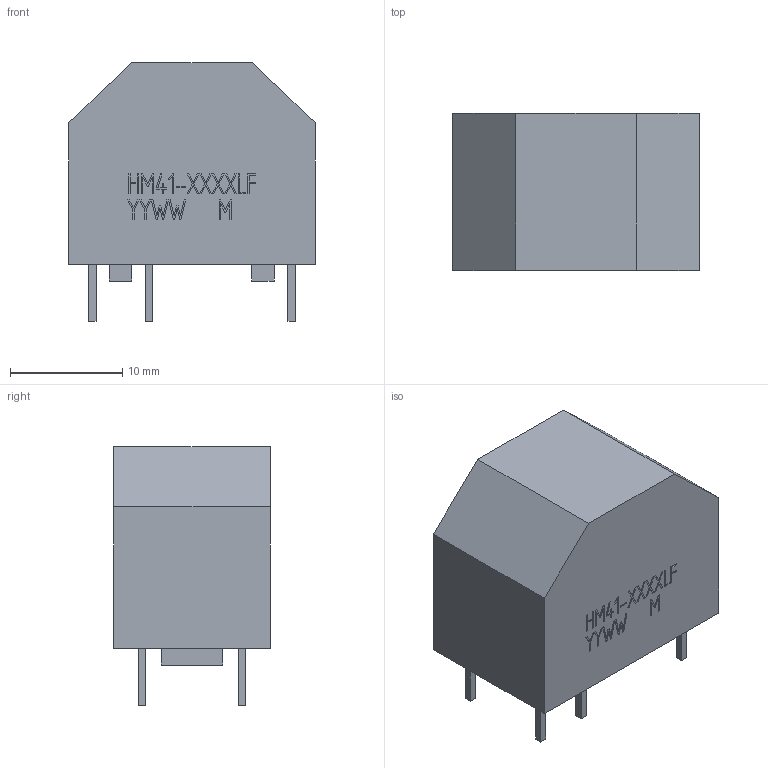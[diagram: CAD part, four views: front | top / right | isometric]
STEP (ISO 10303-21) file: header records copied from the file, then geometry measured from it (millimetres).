
FILE_DESCRIPTION(/* description */ ('Unknown'),/* implementation_level */ '2;1');
FILE_NAME(/* name */ 'HM41',/* time_stamp */ '2021-11-25T11:32:27+08:00',/* author */ ('Unknown'),/* organization */ ('Unknown'),/* preprocessor_version */ 'ST-DEVELOPER v16.7',/* originating_system */ 'Solid Edge',/* authorisation */ 'Unknown');
FILE_SCHEMA (('AUTOMOTIVE_DESIGN {1 0 10303 214 3 1 1}'));
Length unit declared in the file: millimetre
Products named in the file (1): HM41
Bounding box: 22 x 14 x 23.1 mm (x, y, z)
Volume: 5113.9 mm3; surface area: 2020.9 mm2
Topology: 1 solids, 1 shells, 254 faces, 678 edges, 452 vertices
Faces by surface type: plane 248, cylinder 6
Entity records: 9385 total; most frequent: CARTESIAN_POINT 1557, ORIENTED_EDGE 1356, DIRECTION 1028, EDGE_CURVE 678, LINE 494, VECTOR 494, VERTEX_POINT 452, EDGE_LOOP 280
